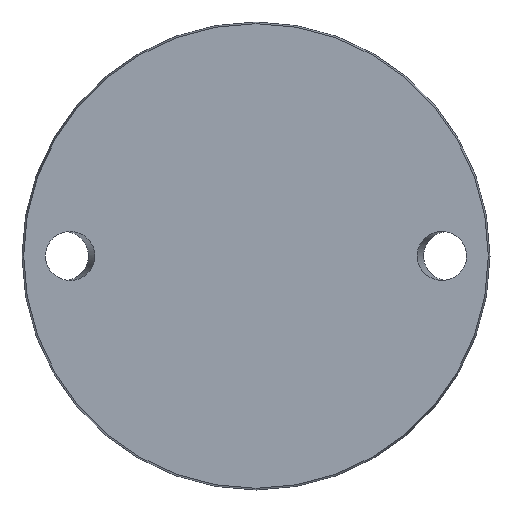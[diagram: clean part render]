
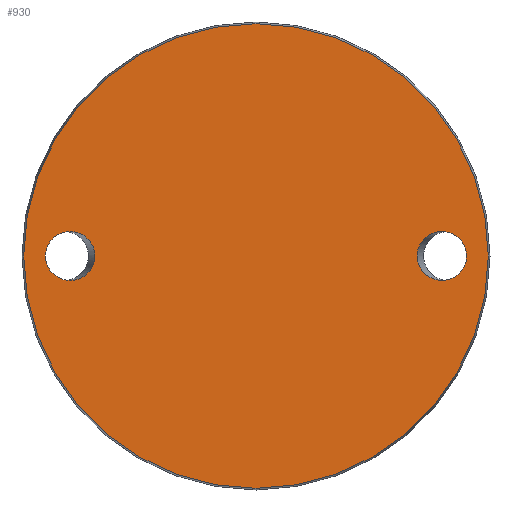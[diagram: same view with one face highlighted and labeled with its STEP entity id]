
A CAD part, front view. The second image highlights one B-rep face of the part: STEP entity #930.
In plain terms, the highlighted planar face has unit normal (0, -1, 0).
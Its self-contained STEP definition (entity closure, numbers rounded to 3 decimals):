
#7 =( BOUNDED_CURVE ( )  B_SPLINE_CURVE ( 3, ( #475, #773, #240, #954, #554, #331, #558 ),
 .UNSPECIFIED., .T., .T. ) 
 B_SPLINE_CURVE_WITH_KNOTS ( ( 4, 3, 4 ),
 ( 0., 3.142, 6.283 ),
 .UNSPECIFIED. ) 
 CURVE ( )  GEOMETRIC_REPRESENTATION_ITEM ( )  RATIONAL_B_SPLINE_CURVE ( ( 1., 0.333, 0.333, 1., 0.333, 0.333, 1. ) ) 
 REPRESENTATION_ITEM ( '' )  );
#29 = DIRECTION ( 'NONE',  ( 0., 0., -1. ) ) ;
#52 = FACE_BOUND ( 'NONE', #792, .T. ) ;
#56 = DIRECTION ( 'NONE',  ( 0., 1., 0. ) ) ;
#122 = DIRECTION ( 'NONE',  ( 0., 0., 1. ) ) ;
#142 = VERTEX_POINT ( 'NONE', #834 ) ;
#165 = CARTESIAN_POINT ( 'NONE',  ( 0., 0., 0. ) ) ;
#181 = CARTESIAN_POINT ( 'NONE',  ( 54.385, 0., 16.5 ) ) ;
#194 = FACE_OUTER_BOUND ( 'NONE', #897, .T. ) ;
#224 = VERTEX_POINT ( 'NONE', #997 ) ;
#240 = CARTESIAN_POINT ( 'NONE',  ( -54.385, 0., 16.5 ) ) ;
#319 = CARTESIAN_POINT ( 'NONE',  ( 54.385, 0., 0. ) ) ;
#331 = CARTESIAN_POINT ( 'NONE',  ( -71.115, 0., -16.5 ) ) ;
#334 = ORIENTED_EDGE ( 'NONE', *, *, #431, .T. ) ;
#426 = EDGE_CURVE ( 'NONE', #224, #224, #804, .T. ) ;
#431 = EDGE_CURVE ( 'NONE', #142, #142, #7, .T. ) ;
#439 = PLANE ( 'NONE',  #720 ) ;
#471 = DIRECTION ( 'NONE',  ( 0., -1., 0. ) ) ;
#475 = CARTESIAN_POINT ( 'NONE',  ( -71.115, 0., 0. ) ) ;
#486 = CARTESIAN_POINT ( 'NONE',  ( 54.385, 0., 0. ) ) ;
#541 = VERTEX_POINT ( 'NONE', #824 ) ;
#554 = CARTESIAN_POINT ( 'NONE',  ( -54.385, 0., -16.5 ) ) ;
#558 = CARTESIAN_POINT ( 'NONE',  ( -71.115, 0., 0. ) ) ;
#560 = EDGE_CURVE ( 'NONE', #541, #541, #682, .T. ) ;
#620 = CARTESIAN_POINT ( 'NONE',  ( 54.385, 0., -16.5 ) ) ;
#636 = CARTESIAN_POINT ( 'NONE',  ( 71.115, 0., 0. ) ) ;
#682 =( BOUNDED_CURVE ( )  B_SPLINE_CURVE ( 3, ( #319, #620, #931, #636, #789, #181, #486 ),
 .UNSPECIFIED., .T., .F. ) 
 B_SPLINE_CURVE_WITH_KNOTS ( ( 4, 3, 4 ),
 ( 0., 3.142, 6.283 ),
 .UNSPECIFIED. ) 
 CURVE ( )  GEOMETRIC_REPRESENTATION_ITEM ( )  RATIONAL_B_SPLINE_CURVE ( ( 1., 0.333, 0.333, 1., 0.333, 0.333, 1. ) ) 
 REPRESENTATION_ITEM ( '' )  );
#720 = AXIS2_PLACEMENT_3D ( 'NONE', #809, #56, #122 ) ;
#739 = AXIS2_PLACEMENT_3D ( 'NONE', #165, #471, #29 ) ;
#773 = CARTESIAN_POINT ( 'NONE',  ( -71.115, 0., 16.5 ) ) ;
#789 = CARTESIAN_POINT ( 'NONE',  ( 71.115, 0., 16.5 ) ) ;
#792 = EDGE_LOOP ( 'NONE', ( #334 ) ) ;
#804 = CIRCLE ( 'NONE', #739, 78.425 ) ;
#809 = CARTESIAN_POINT ( 'NONE',  ( -78.425, 0., 0. ) ) ;
#822 = ORIENTED_EDGE ( 'NONE', *, *, #426, .T. ) ;
#824 = CARTESIAN_POINT ( 'NONE',  ( 54.385, 0., 0. ) ) ;
#834 = CARTESIAN_POINT ( 'NONE',  ( -71.115, 0., 0. ) ) ;
#897 = EDGE_LOOP ( 'NONE', ( #822 ) ) ;
#930 = ADVANCED_FACE ( 'NONE', ( #52, #974, #194 ), #439, .F. ) ;
#931 = CARTESIAN_POINT ( 'NONE',  ( 71.115, 0., -16.5 ) ) ;
#954 = CARTESIAN_POINT ( 'NONE',  ( -54.385, 0., 0. ) ) ;
#974 = FACE_BOUND ( 'NONE', #983, .T. ) ;
#983 = EDGE_LOOP ( 'NONE', ( #989 ) ) ;
#989 = ORIENTED_EDGE ( 'NONE', *, *, #560, .F. ) ;
#997 = CARTESIAN_POINT ( 'NONE',  ( 0., 0., -78.425 ) ) ;
